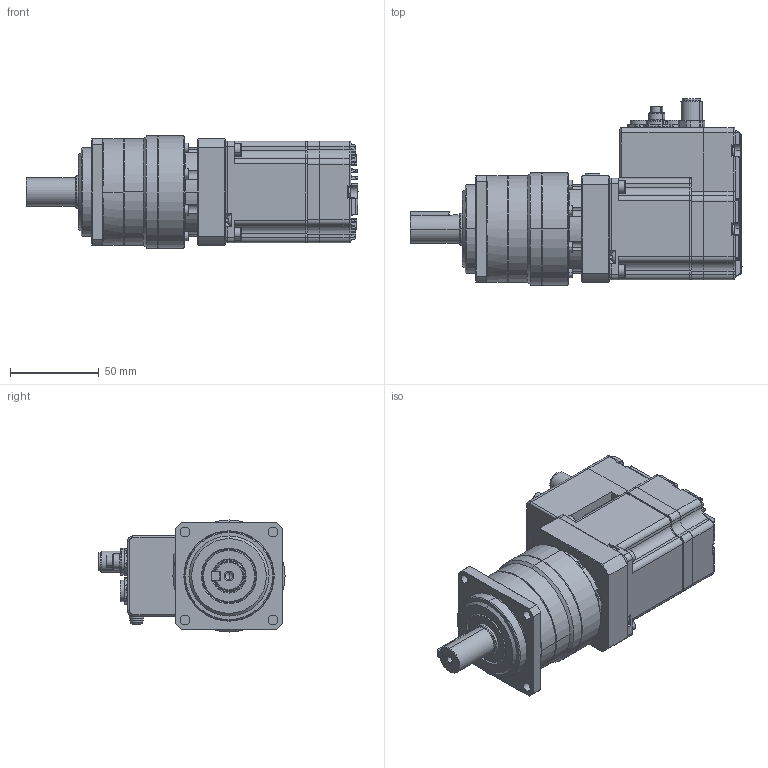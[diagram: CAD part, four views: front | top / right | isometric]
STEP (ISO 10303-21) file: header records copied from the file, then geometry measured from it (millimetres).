
FILE_DESCRIPTION (( 'STEP AP203' ), '1' );
FILE_NAME ('P11B-MO-056-01-R01.STEP', '2020-04-24T02:18:44', ( '' ), ( '' ), 'SwSTEP 2.0', 'SolidWorks 2018', '' );
FILE_SCHEMA (( 'CONFIG_CONTROL_DESIGN' ));
Length unit declared in the file: millimetre
Products named in the file (30): 56EC-PCB1-01; 09-0408-30-03(鱔褐)-2; 42EC-PCB3-01; 目池磐-家南-4P(傈盔)_荐 (09-0411-30-04)-1; M119-EC-042-03-R00; M117-MO-056-01-R00; 21mm OD6.35mm; 86_1031_1100_00012-2; sams; pan cross head_ks_KS 1023 PC- M3 x 25-N; 791091003; 20PS-JMCS-G-1B-TF(N); M119-EC-056-02-R02; 86_1031_1100_00012-1; 877600816; M119-EC-056-01-R00; ST56 1ST; pan cross head_ks_KS 1023 PC- M3 x 20-N; 56EC-PCB3-01; 09-0408-30-03(鱔褐)-1; socket head cap screw_ks_KS 1003 - M4 x 10 x 10-N; M119-EC-056-03-R00; spring lock washer_2_jis_JIS B 1251 No.2 4; 56EC-PCB2-01; 20R-JMCS-G-B-TF(NSA); 目池磐-家南-4P(傈盔)_荐 (09-0411-30-04)-2; small circular plain washer_jis_JIS B 1256 Small circular 4; KMG; P11B-MO-056-01-R01; pan cross head_ks_KS 1023 PC- M4 x 6-N
Assembly tree (41 placements, depth 3):
  P11B-MO-056-01-R01
    M119-EC-042-03-R00
    M117-MO-056-01-R00
    pan cross head_ks_KS 1023 PC- M3 x 20-N  x2
    pan cross head_ks_KS 1023 PC- M3 x 25-N  x3
    KMG
    M119-EC-056-01-R00
    M119-EC-056-02-R02
    56EC-PCB1-01
    42EC-PCB3-01
    56EC-PCB3-01
    目池磐-家南-4P(傈盔)_荐 (09-0411-30-04)-1
    目池磐-家南-4P(傈盔)_荐 (09-0411-30-04)-2
    09-0408-30-03(鱔褐)-1  x2
    09-0408-30-03(鱔褐)-2  x2
    86_1031_1100_00012-1
    86_1031_1100_00012-2
    56EC-PCB2-01
    877600816  x2
    20PS-JMCS-G-1B-TF(N)  x2
    20R-JMCS-G-B-TF(NSA)  x2
    791091003  x2
    21mm OD6.35mm
    M119-EC-056-03-R00
    ST56 1ST
    socket head cap screw_ks_KS 1003 - M4 x 10 x 10-N  x4
    sams
      small circular plain washer_jis_JIS B 1256 Small circular 4
      spring lock washer_2_jis_JIS B 1251 No.2 4
      pan cross head_ks_KS 1023 PC- M4 x 6-N
Bounding box: 186.6 x 104.6 x 63 mm (x, y, z)
Volume: 446660.3 mm3; surface area: 134447.1 mm2
Topology: 41 solids, 41 shells, 5602 faces, 14623 edges, 9216 vertices
Faces by surface type: plane 3260, cylinder 1331, cone 422, bspline 363, torus 150, sphere 76
Entity records: 134753 total; most frequent: CARTESIAN_POINT 34122, ORIENTED_EDGE 20740, DIRECTION 19702, EDGE_CURVE 10370, AXIS2_PLACEMENT_3D 6664, VERTEX_POINT 6569, VECTOR 6374, LINE 6374
